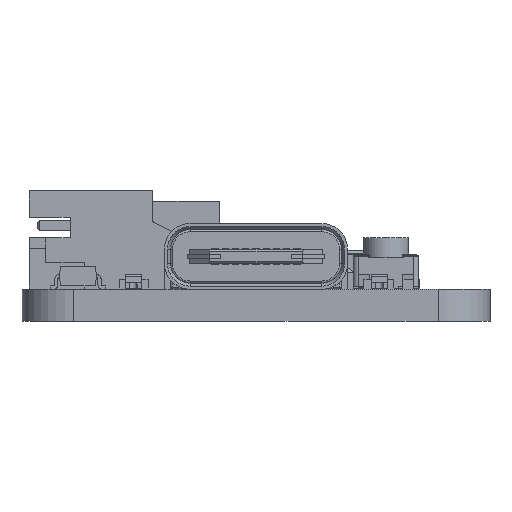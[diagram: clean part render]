
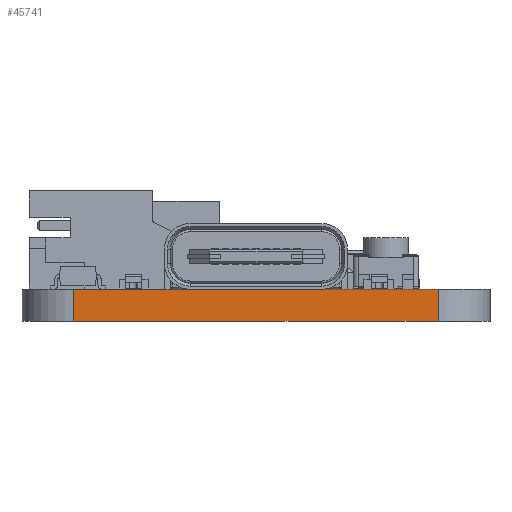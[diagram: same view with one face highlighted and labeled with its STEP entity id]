
A CAD part, left-side view. The second image highlights one B-rep face of the part: STEP entity #45741.
In plain terms, the highlighted planar face has unit normal (-1, 0, 0).
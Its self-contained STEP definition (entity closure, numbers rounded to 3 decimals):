
#3071=FACE_OUTER_BOUND('',#5503,.T.);
#5503=EDGE_LOOP('',(#29930,#29931,#29932,#29933));
#8378=LINE('',#66102,#13511);
#8379=LINE('',#66104,#13512);
#8380=LINE('',#66106,#13513);
#8381=LINE('',#66107,#13514);
#13511=VECTOR('',#53305,10.);
#13512=VECTOR('',#53306,10.);
#13513=VECTOR('',#53307,10.);
#13514=VECTOR('',#53308,10.);
#18791=VERTEX_POINT('',#66100);
#18792=VERTEX_POINT('',#66101);
#18793=VERTEX_POINT('',#66103);
#18794=VERTEX_POINT('',#66105);
#23211=EDGE_CURVE('',#18791,#18792,#8378,.T.);
#23212=EDGE_CURVE('',#18792,#18793,#8379,.T.);
#23213=EDGE_CURVE('',#18794,#18793,#8380,.T.);
#23214=EDGE_CURVE('',#18791,#18794,#8381,.T.);
#29930=ORIENTED_EDGE('',*,*,#23211,.T.);
#29931=ORIENTED_EDGE('',*,*,#23212,.T.);
#29932=ORIENTED_EDGE('',*,*,#23213,.F.);
#29933=ORIENTED_EDGE('',*,*,#23214,.F.);
#42398=PLANE('',#48743);
#45741=ADVANCED_FACE('',(#3071),#42398,.T.);
#48743=AXIS2_PLACEMENT_3D('',#66099,#53303,#53304);
#53303=DIRECTION('center_axis',(-1.,0.,0.));
#53304=DIRECTION('ref_axis',(0.,-1.,0.));
#53305=DIRECTION('',(0.,-1.,0.));
#53306=DIRECTION('',(0.,0.,1.));
#53307=DIRECTION('',(0.,-1.,0.));
#53308=DIRECTION('',(0.,0.,1.));
#66099=CARTESIAN_POINT('Origin',(0.,20.32,0.));
#66100=CARTESIAN_POINT('',(0.,20.32,0.));
#66101=CARTESIAN_POINT('',(0.,2.54,0.));
#66102=CARTESIAN_POINT('',(0.,20.32,0.));
#66103=CARTESIAN_POINT('',(0.,2.54,1.57));
#66104=CARTESIAN_POINT('',(0.,2.54,0.));
#66105=CARTESIAN_POINT('',(0.,20.32,1.57));
#66106=CARTESIAN_POINT('',(0.,20.32,1.57));
#66107=CARTESIAN_POINT('',(0.,20.32,0.));
